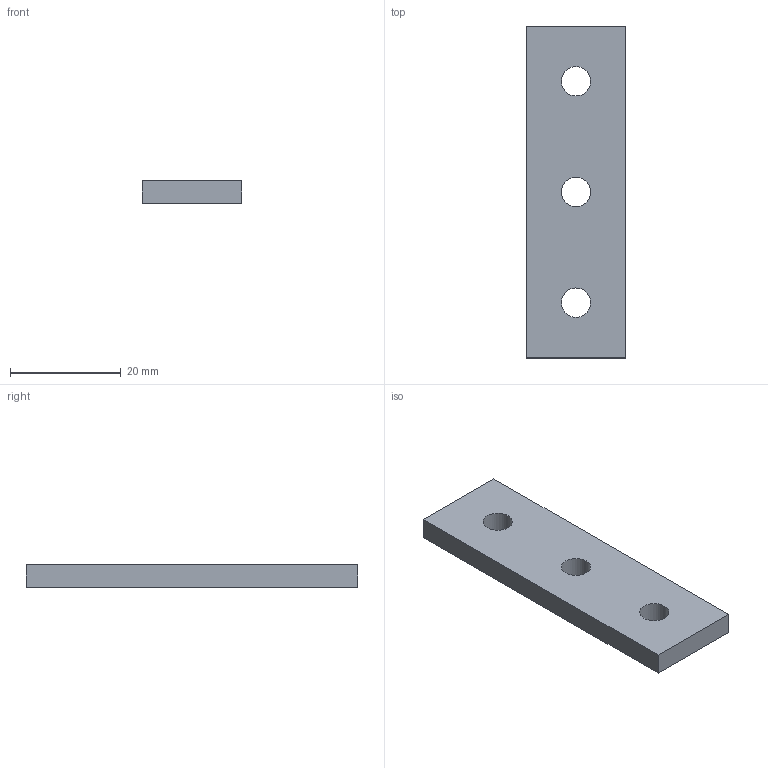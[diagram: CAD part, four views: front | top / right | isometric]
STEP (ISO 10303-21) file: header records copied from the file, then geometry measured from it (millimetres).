
FILE_DESCRIPTION((''),'2;1');
FILE_NAME('3 Hole Joining Strip Plate.ipt.step','2014-04-22T18:02:56',(''),(''),'Autodesk Inventor 2013','Autodesk Inventor 2013','');
FILE_SCHEMA(('AUTOMOTIVE_DESIGN { 1 0 10303 214 1 1 1 1 }'));
Length unit declared in the file: millimetre
Products named in the file (1): 3 Hole Joining Strip Plate 3 Hole Joining Strip Plate
Bounding box: 18 x 60 x 4 mm (x, y, z)
Volume: 4055.3 mm3; surface area: 2851.4 mm2
Topology: 1 solids, 1 shells, 9 faces, 21 edges, 14 vertices
Faces by surface type: plane 6, cylinder 3
Full cylindrical faces by diameter (mm): 5.3 x3
Entity records: 284 total; most frequent: DIRECTION 44, CARTESIAN_POINT 42, ORIENTED_EDGE 36, EDGE_CURVE 18, EDGE_LOOP 18, AXIS2_PLACEMENT_3D 16, VERTEX_POINT 14, VECTOR 12
